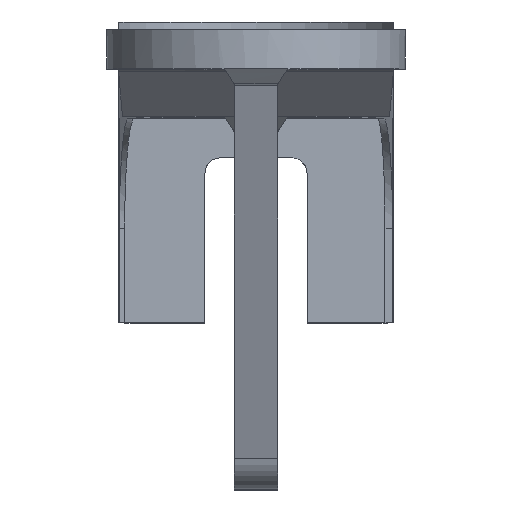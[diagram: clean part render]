
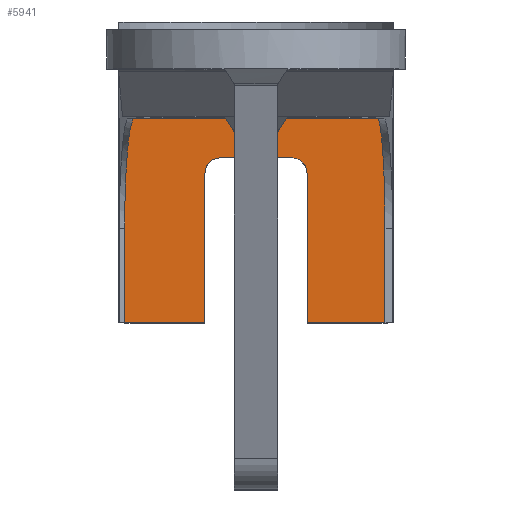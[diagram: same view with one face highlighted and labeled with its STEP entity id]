
A CAD part, top view. The second image highlights one B-rep face of the part: STEP entity #5941.
In plain terms, the highlighted planar face has unit normal (0, 0, 1).
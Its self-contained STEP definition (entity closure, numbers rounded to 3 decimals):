
#1040=DIRECTION('',(-1.,0.,0.));
#1041=VECTOR('',#1040,10.);
#1042=CARTESIAN_POINT('',(16.5,-32.,-78.));
#1043=LINE('',#1042,#1041);
#1084=DIRECTION('',(-1.,0.,0.));
#1085=VECTOR('',#1084,10.31);
#1086=CARTESIAN_POINT('',(-6.5,-32.,-78.));
#1087=LINE('',#1086,#1085);
#1108=DIRECTION('',(0.,-1.,0.));
#1109=VECTOR('',#1108,26.);
#1110=CARTESIAN_POINT('',(16.5,-6.,-78.));
#1111=LINE('',#1110,#1109);
#1112=DIRECTION('',(0.,-1.,0.));
#1113=VECTOR('',#1112,19.);
#1114=CARTESIAN_POINT('',(-6.5,-13.,-78.));
#1115=LINE('',#1114,#1113);
#1116=DIRECTION('',(0.,-1.,0.));
#1117=VECTOR('',#1116,26.);
#1118=CARTESIAN_POINT('',(-16.81,-6.,-78.));
#1119=LINE('',#1118,#1117);
#1120=DIRECTION('',(1.,0.,0.));
#1121=VECTOR('',#1120,33.31);
#1122=CARTESIAN_POINT('',(-16.81,-6.,-78.));
#1123=LINE('',#1122,#1121);
#1170=DIRECTION('',(0.,-1.,0.));
#1171=VECTOR('',#1170,19.);
#1172=CARTESIAN_POINT('',(6.5,-13.,-78.));
#1173=LINE('',#1172,#1171);
#1194=CARTESIAN_POINT('',(4.5,-13.,-78.));
#1195=DIRECTION('',(0.,0.,-1.));
#1196=DIRECTION('',(0.,1.,0.));
#1197=AXIS2_PLACEMENT_3D('',#1194,#1195,#1196);
#1228=DIRECTION('',(-1.,0.,0.));
#1229=VECTOR('',#1228,9.);
#1230=CARTESIAN_POINT('',(4.5,-11.,-78.));
#1231=LINE('',#1230,#1229);
#1246=CARTESIAN_POINT('',(-4.5,-13.,-78.));
#1247=DIRECTION('',(0.,0.,-1.));
#1248=DIRECTION('',(-1.,0.,0.));
#1249=AXIS2_PLACEMENT_3D('',#1246,#1247,#1248);
#3892=CARTESIAN_POINT('',(6.5,-32.,-78.));
#3894=VERTEX_POINT('',#3892);
#3906=CARTESIAN_POINT('',(-6.5,-32.,-78.));
#3907=VERTEX_POINT('',#3906);
#3927=CARTESIAN_POINT('',(6.5,-13.,-78.));
#3929=VERTEX_POINT('',#3927);
#3931=CARTESIAN_POINT('',(4.5,-11.,-78.));
#3933=VERTEX_POINT('',#3931);
#3934=CARTESIAN_POINT('',(-6.5,-13.,-78.));
#3936=VERTEX_POINT('',#3934);
#3938=CARTESIAN_POINT('',(-4.5,-11.,-78.));
#3940=VERTEX_POINT('',#3938);
#3952=CARTESIAN_POINT('',(16.5,-6.,-78.));
#3953=CARTESIAN_POINT('',(16.5,-32.,-78.));
#3954=VERTEX_POINT('',#3952);
#3955=VERTEX_POINT('',#3953);
#3956=CARTESIAN_POINT('',(-16.81,-6.,-78.));
#3957=VERTEX_POINT('',#3956);
#3969=CARTESIAN_POINT('',(-16.81,-32.,-78.));
#3970=VERTEX_POINT('',#3969);
#5917=CARTESIAN_POINT('',(-6.5,-1.,-78.));
#5918=DIRECTION('',(0.,0.,1.));
#5919=DIRECTION('',(-1.,0.,0.));
#5920=AXIS2_PLACEMENT_3D('',#5917,#5918,#5919);
#5921=PLANE('',#5920);
#5923=ORIENTED_EDGE('',*,*,#5922,.T.);
#5924=ORIENTED_EDGE('',*,*,#5818,.T.);
#5926=ORIENTED_EDGE('',*,*,#5925,.F.);
#5928=ORIENTED_EDGE('',*,*,#5927,.F.);
#5930=ORIENTED_EDGE('',*,*,#5929,.T.);
#5932=ORIENTED_EDGE('',*,*,#5931,.F.);
#5934=ORIENTED_EDGE('',*,*,#5933,.T.);
#5935=ORIENTED_EDGE('',*,*,#5851,.T.);
#5937=ORIENTED_EDGE('',*,*,#5936,.F.);
#5938=ORIENTED_EDGE('',*,*,#4716,.T.);
#5939=EDGE_LOOP('',(#5923,#5924,#5926,#5928,#5930,#5932,#5934,#5935,#5937,
#5938));
#5940=FACE_OUTER_BOUND('',#5939,.F.);
#5941=ADVANCED_FACE('',(#5940),#5921,.T.);
#1198=CIRCLE('',#1197,2.);
#1250=CIRCLE('',#1249,2.);
#4716=EDGE_CURVE('',#3957,#3954,#1123,.T.);
#5818=EDGE_CURVE('',#3955,#3894,#1043,.T.);
#5851=EDGE_CURVE('',#3907,#3970,#1087,.T.);
#5922=EDGE_CURVE('',#3954,#3955,#1111,.T.);
#5925=EDGE_CURVE('',#3929,#3894,#1173,.T.);
#5927=EDGE_CURVE('',#3933,#3929,#1198,.T.);
#5929=EDGE_CURVE('',#3933,#3940,#1231,.T.);
#5931=EDGE_CURVE('',#3936,#3940,#1250,.T.);
#5933=EDGE_CURVE('',#3936,#3907,#1115,.T.);
#5936=EDGE_CURVE('',#3957,#3970,#1119,.T.);
